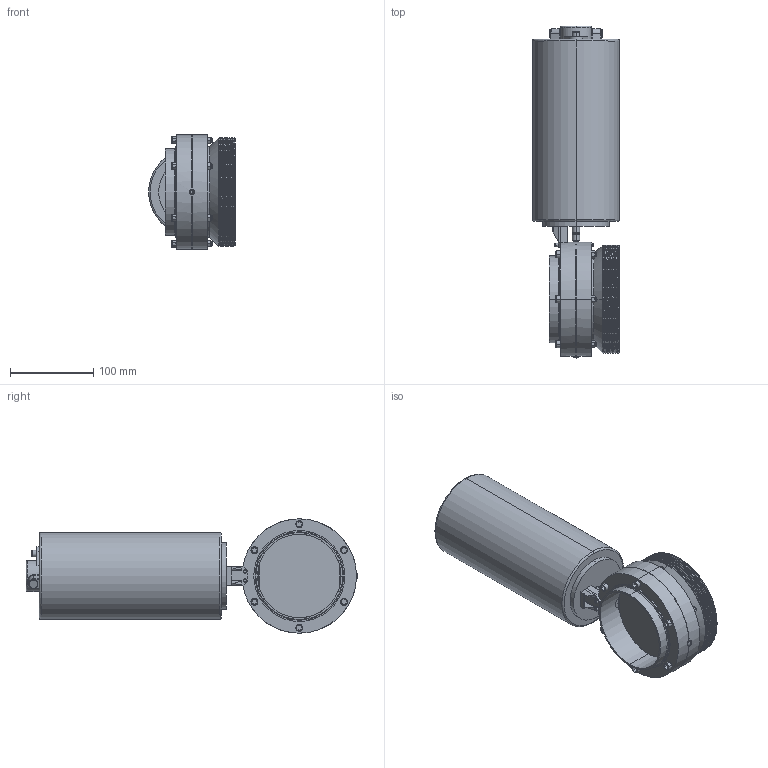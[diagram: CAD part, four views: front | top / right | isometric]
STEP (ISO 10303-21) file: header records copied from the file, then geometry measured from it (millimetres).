
FILE_DESCRIPTION (( 'STEP AP203' ), '1' );
FILE_NAME ('3D-M4502_DN100_174451495_174451525.STEP', '2024-09-18T12:25:35', ( '' ), ( '' ), 'SwSTEP 2.0', 'SolidWorks 2024', '' );
FILE_SCHEMA (( 'CONFIG_CONTROL_DESIGN' ));
Length unit declared in the file: millimetre
Products named in the file (1): 3D-M4502_DN100_174451495_174451525
Bounding box: 104 x 397.65 x 137 mm (x, y, z)
Volume: 2272496.5 mm3; surface area: 200097.1 mm2
Topology: 5 solids, 5 shells, 422 faces, 983 edges, 611 vertices
Faces by surface type: plane 210, cylinder 128, torus 40, cone 35, bspline 7, sphere 2
Entity records: 15020 total; most frequent: CARTESIAN_POINT 5312, DIRECTION 2051, ORIENTED_EDGE 1956, EDGE_CURVE 978, AXIS2_PLACEMENT_3D 748, VERTEX_POINT 610, VECTOR 555, LINE 555
